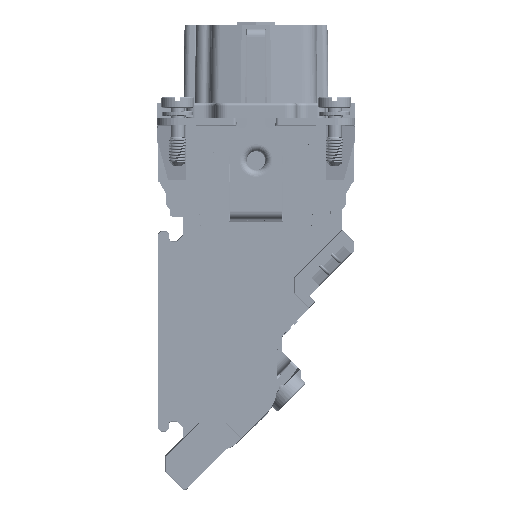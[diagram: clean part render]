
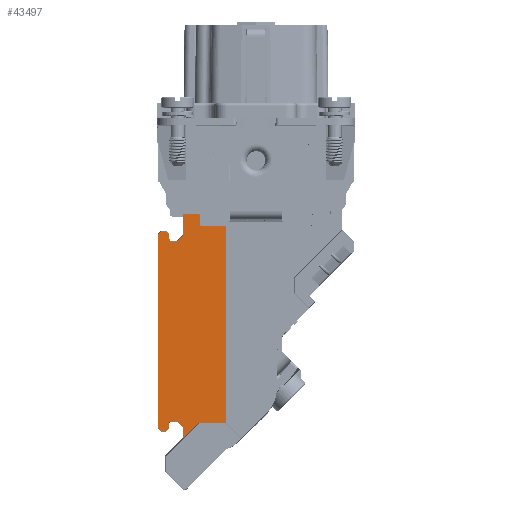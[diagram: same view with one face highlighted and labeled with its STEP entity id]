
A CAD part, front view. The second image highlights one B-rep face of the part: STEP entity #43497.
In plain terms, the highlighted planar face has unit normal (0, -1, 0).
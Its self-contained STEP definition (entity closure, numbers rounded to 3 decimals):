
#37100=CIRCLE('',#166828,0.601);
#37101=CIRCLE('',#166829,0.601);
#43497=ADVANCED_FACE('',(#54047),#48766,.T.);
#48766=PLANE('',#166830);
#54047=FACE_OUTER_BOUND('',#60709,.T.);
#60709=EDGE_LOOP('',(#86693,#86694,#86695,#86696,#86697,#86698,#86699,#86700,
#86701,#86702,#86703,#86704,#86705,#86706,#86707,#86708,#86709,#86710,#86711,
#86712,#86713,#86714,#86715,#86716,#86717));
#65570=B_SPLINE_CURVE_WITH_KNOTS('',3,(#232903,#232904,#232905,#232906),
 .UNSPECIFIED.,.F.,.F.,(4,4),(0.,1.),.UNSPECIFIED.);
#65571=B_SPLINE_CURVE_WITH_KNOTS('',3,(#232917,#232918,#232919,#232920),
 .UNSPECIFIED.,.F.,.F.,(4,4),(0.,1.),.UNSPECIFIED.);
#86693=ORIENTED_EDGE('',*,*,#128084,.F.);
#86694=ORIENTED_EDGE('',*,*,#128087,.T.);
#86695=ORIENTED_EDGE('',*,*,#128088,.F.);
#86696=ORIENTED_EDGE('',*,*,#128089,.F.);
#86697=ORIENTED_EDGE('',*,*,#128090,.F.);
#86698=ORIENTED_EDGE('',*,*,#128091,.F.);
#86699=ORIENTED_EDGE('',*,*,#128092,.F.);
#86700=ORIENTED_EDGE('',*,*,#128093,.F.);
#86701=ORIENTED_EDGE('',*,*,#128094,.F.);
#86702=ORIENTED_EDGE('',*,*,#128095,.F.);
#86703=ORIENTED_EDGE('',*,*,#128096,.F.);
#86704=ORIENTED_EDGE('',*,*,#128097,.F.);
#86705=ORIENTED_EDGE('',*,*,#128098,.F.);
#86706=ORIENTED_EDGE('',*,*,#128099,.F.);
#86707=ORIENTED_EDGE('',*,*,#128100,.F.);
#86708=ORIENTED_EDGE('',*,*,#128101,.F.);
#86709=ORIENTED_EDGE('',*,*,#128102,.F.);
#86710=ORIENTED_EDGE('',*,*,#128103,.F.);
#86711=ORIENTED_EDGE('',*,*,#128104,.T.);
#86712=ORIENTED_EDGE('',*,*,#128105,.F.);
#86713=ORIENTED_EDGE('',*,*,#127967,.F.);
#86714=ORIENTED_EDGE('',*,*,#128026,.F.);
#86715=ORIENTED_EDGE('',*,*,#128015,.T.);
#86716=ORIENTED_EDGE('',*,*,#128004,.F.);
#86717=ORIENTED_EDGE('',*,*,#128010,.T.);
#112154=VERTEX_POINT('',#232752);
#112155=VERTEX_POINT('',#232754);
#112180=VERTEX_POINT('',#232888);
#112181=VERTEX_POINT('',#232889);
#112185=VERTEX_POINT('',#232902);
#112190=VERTEX_POINT('',#232921);
#112240=VERTEX_POINT('',#233098);
#112242=VERTEX_POINT('',#233106);
#112243=VERTEX_POINT('',#233108);
#112244=VERTEX_POINT('',#233110);
#112245=VERTEX_POINT('',#233112);
#112246=VERTEX_POINT('',#233114);
#112247=VERTEX_POINT('',#233116);
#112248=VERTEX_POINT('',#233118);
#112249=VERTEX_POINT('',#233120);
#112250=VERTEX_POINT('',#233122);
#112251=VERTEX_POINT('',#233124);
#112252=VERTEX_POINT('',#233126);
#112253=VERTEX_POINT('',#233128);
#112254=VERTEX_POINT('',#233130);
#112255=VERTEX_POINT('',#233132);
#112256=VERTEX_POINT('',#233134);
#112257=VERTEX_POINT('',#233136);
#112258=VERTEX_POINT('',#233138);
#112259=VERTEX_POINT('',#233140);
#127967=EDGE_CURVE('',#112154,#112155,#143497,.T.);
#128004=EDGE_CURVE('',#112180,#112181,#143518,.T.);
#128010=EDGE_CURVE('',#112180,#112185,#65570,.T.);
#128015=EDGE_CURVE('',#112190,#112181,#65571,.T.);
#128026=EDGE_CURVE('',#112190,#112154,#143536,.T.);
#128084=EDGE_CURVE('',#112240,#112185,#143582,.T.);
#128087=EDGE_CURVE('',#112240,#112242,#143585,.T.);
#128088=EDGE_CURVE('',#112243,#112242,#143586,.T.);
#128089=EDGE_CURVE('',#112244,#112243,#143587,.T.);
#128090=EDGE_CURVE('',#112245,#112244,#37100,.T.);
#128091=EDGE_CURVE('',#112246,#112245,#143588,.T.);
#128092=EDGE_CURVE('',#112247,#112246,#143589,.T.);
#128093=EDGE_CURVE('',#112248,#112247,#143590,.T.);
#128094=EDGE_CURVE('',#112249,#112248,#143591,.T.);
#128095=EDGE_CURVE('',#112250,#112249,#143592,.T.);
#128096=EDGE_CURVE('',#112251,#112250,#143593,.T.);
#128097=EDGE_CURVE('',#112252,#112251,#143594,.T.);
#128098=EDGE_CURVE('',#112253,#112252,#143595,.T.);
#128099=EDGE_CURVE('',#112254,#112253,#143596,.T.);
#128100=EDGE_CURVE('',#112255,#112254,#37101,.T.);
#128101=EDGE_CURVE('',#112256,#112255,#143597,.T.);
#128102=EDGE_CURVE('',#112257,#112256,#143598,.T.);
#128103=EDGE_CURVE('',#112258,#112257,#143599,.T.);
#128104=EDGE_CURVE('',#112258,#112259,#143600,.T.);
#128105=EDGE_CURVE('',#112155,#112259,#143601,.T.);
#143497=LINE('',#232753,#155656);
#143518=LINE('',#232887,#155677);
#143536=LINE('',#232947,#155695);
#143582=LINE('',#233099,#155741);
#143585=LINE('',#233105,#155744);
#143586=LINE('',#233107,#155745);
#143587=LINE('',#233109,#155746);
#143588=LINE('',#233113,#155747);
#143589=LINE('',#233115,#155748);
#143590=LINE('',#233117,#155749);
#143591=LINE('',#233119,#155750);
#143592=LINE('',#233121,#155751);
#143593=LINE('',#233123,#155752);
#143594=LINE('',#233125,#155753);
#143595=LINE('',#233127,#155754);
#143596=LINE('',#233129,#155755);
#143597=LINE('',#233133,#155756);
#143598=LINE('',#233135,#155757);
#143599=LINE('',#233137,#155758);
#143600=LINE('',#233139,#155759);
#143601=LINE('',#233141,#155760);
#155656=VECTOR('',#188014,1.);
#155677=VECTOR('',#188059,1.);
#155695=VECTOR('',#188089,1.);
#155741=VECTOR('',#188169,1.);
#155744=VECTOR('',#188176,1.);
#155745=VECTOR('',#188177,1.);
#155746=VECTOR('',#188178,1.);
#155747=VECTOR('',#188181,1.);
#155748=VECTOR('',#188182,1.);
#155749=VECTOR('',#188183,1.);
#155750=VECTOR('',#188184,1.);
#155751=VECTOR('',#188185,1.);
#155752=VECTOR('',#188186,1.);
#155753=VECTOR('',#188187,1.);
#155754=VECTOR('',#188188,1.);
#155755=VECTOR('',#188189,1.);
#155756=VECTOR('',#188192,1.);
#155757=VECTOR('',#188193,1.);
#155758=VECTOR('',#188194,1.);
#155759=VECTOR('',#188195,1.);
#155760=VECTOR('',#188196,1.);
#166828=AXIS2_PLACEMENT_3D('',#233111,#188179,#188180);
#166829=AXIS2_PLACEMENT_3D('',#233131,#188190,#188191);
#166830=AXIS2_PLACEMENT_3D('',#233142,#188197,#188198);
#188014=DIRECTION('',(0.,0.,-1.));
#188059=DIRECTION('',(0.,0.,-1.));
#188089=DIRECTION('',(1.,0.,0.));
#188169=DIRECTION('',(1.,0.,0.));
#188176=DIRECTION('',(0.,0.,-1.));
#188177=DIRECTION('',(0.707,0.,0.707));
#188178=DIRECTION('',(1.,0.,0.));
#188179=DIRECTION('',(0.,-1.,0.));
#188180=DIRECTION('',(-1.,0.,0.));
#188181=DIRECTION('',(0.,0.,-1.));
#188182=DIRECTION('',(0.707,0.,-0.707));
#188183=DIRECTION('',(1.,0.,0.));
#188184=DIRECTION('',(0.707,0.,0.707));
#188185=DIRECTION('',(0.,0.,1.));
#188186=DIRECTION('',(-0.707,0.,0.707));
#188187=DIRECTION('',(-1.,0.,0.));
#188188=DIRECTION('',(-0.707,0.,-0.707));
#188189=DIRECTION('',(0.,0.,-1.));
#188190=DIRECTION('',(0.,-1.,0.));
#188191=DIRECTION('',(0.,0.,1.));
#188192=DIRECTION('',(-1.,0.,0.));
#188193=DIRECTION('',(-0.707,0.,0.707));
#188194=DIRECTION('',(0.,0.,1.));
#188195=DIRECTION('',(0.707,0.,0.707));
#188196=DIRECTION('',(-1.,0.,0.));
#188197=DIRECTION('',(0.,-1.,0.));
#188198=DIRECTION('',(-1.,0.,0.));
#232752=CARTESIAN_POINT('',(-5.173,-8.87,-21.232));
#232753=CARTESIAN_POINT('',(-5.173,-8.87,-21.232));
#232754=CARTESIAN_POINT('',(-5.173,-8.87,-55.014));
#232887=CARTESIAN_POINT('',(-9.693,-8.87,-19.431));
#232888=CARTESIAN_POINT('',(-9.693,-8.87,-19.431));
#232889=CARTESIAN_POINT('',(-9.693,-8.87,-20.932));
#232902=CARTESIAN_POINT('',(-9.992,-8.87,-19.132));
#232903=CARTESIAN_POINT('',(-9.693,-8.87,-19.431));
#232904=CARTESIAN_POINT('',(-9.693,-8.87,-19.266));
#232905=CARTESIAN_POINT('',(-9.826,-8.87,-19.132));
#232906=CARTESIAN_POINT('',(-9.992,-8.87,-19.132));
#232917=CARTESIAN_POINT('',(-9.393,-8.87,-21.232));
#232918=CARTESIAN_POINT('',(-9.558,-8.87,-21.232));
#232919=CARTESIAN_POINT('',(-9.693,-8.87,-21.098));
#232920=CARTESIAN_POINT('',(-9.693,-8.87,-20.932));
#232921=CARTESIAN_POINT('',(-9.393,-8.87,-21.232));
#232947=CARTESIAN_POINT('',(-9.393,-8.87,-21.232));
#233098=CARTESIAN_POINT('',(-12.525,-8.87,-19.132));
#233099=CARTESIAN_POINT('',(-12.525,-8.87,-19.132));
#233105=CARTESIAN_POINT('',(-12.525,-8.87,-19.132));
#233106=CARTESIAN_POINT('',(-12.525,-8.87,-22.787));
#233107=CARTESIAN_POINT('',(-13.586,-8.87,-23.848));
#233108=CARTESIAN_POINT('',(-13.586,-8.87,-23.848));
#233109=CARTESIAN_POINT('',(-14.429,-8.87,-23.848));
#233110=CARTESIAN_POINT('',(-14.429,-8.87,-23.848));
#233111=CARTESIAN_POINT('',(-14.429,-8.87,-23.246));
#233112=CARTESIAN_POINT('',(-15.03,-8.87,-23.246));
#233113=CARTESIAN_POINT('',(-15.03,-8.87,-22.587));
#233114=CARTESIAN_POINT('',(-15.03,-8.87,-22.587));
#233115=CARTESIAN_POINT('',(-15.472,-8.87,-22.144));
#233116=CARTESIAN_POINT('',(-15.472,-8.87,-22.144));
#233117=CARTESIAN_POINT('',(-16.341,-8.87,-22.144));
#233118=CARTESIAN_POINT('',(-16.341,-8.87,-22.144));
#233119=CARTESIAN_POINT('',(-16.783,-8.87,-22.587));
#233120=CARTESIAN_POINT('',(-16.783,-8.87,-22.587));
#233121=CARTESIAN_POINT('',(-16.783,-8.87,-55.97));
#233122=CARTESIAN_POINT('',(-16.783,-8.87,-55.97));
#233123=CARTESIAN_POINT('',(-16.341,-8.87,-56.412));
#233124=CARTESIAN_POINT('',(-16.341,-8.87,-56.412));
#233125=CARTESIAN_POINT('',(-15.472,-8.87,-56.412));
#233126=CARTESIAN_POINT('',(-15.472,-8.87,-56.412));
#233127=CARTESIAN_POINT('',(-15.03,-8.87,-55.97));
#233128=CARTESIAN_POINT('',(-15.03,-8.87,-55.97));
#233129=CARTESIAN_POINT('',(-15.03,-8.87,-55.31));
#233130=CARTESIAN_POINT('',(-15.03,-8.87,-55.31));
#233131=CARTESIAN_POINT('',(-14.429,-8.87,-55.31));
#233132=CARTESIAN_POINT('',(-14.429,-8.87,-54.709));
#233133=CARTESIAN_POINT('',(-13.586,-8.87,-54.709));
#233134=CARTESIAN_POINT('',(-13.586,-8.87,-54.709));
#233135=CARTESIAN_POINT('',(-12.525,-8.87,-55.77));
#233136=CARTESIAN_POINT('',(-12.525,-8.87,-55.77));
#233137=CARTESIAN_POINT('',(-12.525,-8.87,-57.716));
#233138=CARTESIAN_POINT('',(-12.525,-8.87,-57.716));
#233139=CARTESIAN_POINT('',(-12.525,-8.87,-57.716));
#233140=CARTESIAN_POINT('',(-9.822,-8.87,-55.014));
#233141=CARTESIAN_POINT('',(-5.173,-8.87,-55.014));
#233142=CARTESIAN_POINT('',(0.,-8.87,0.));
